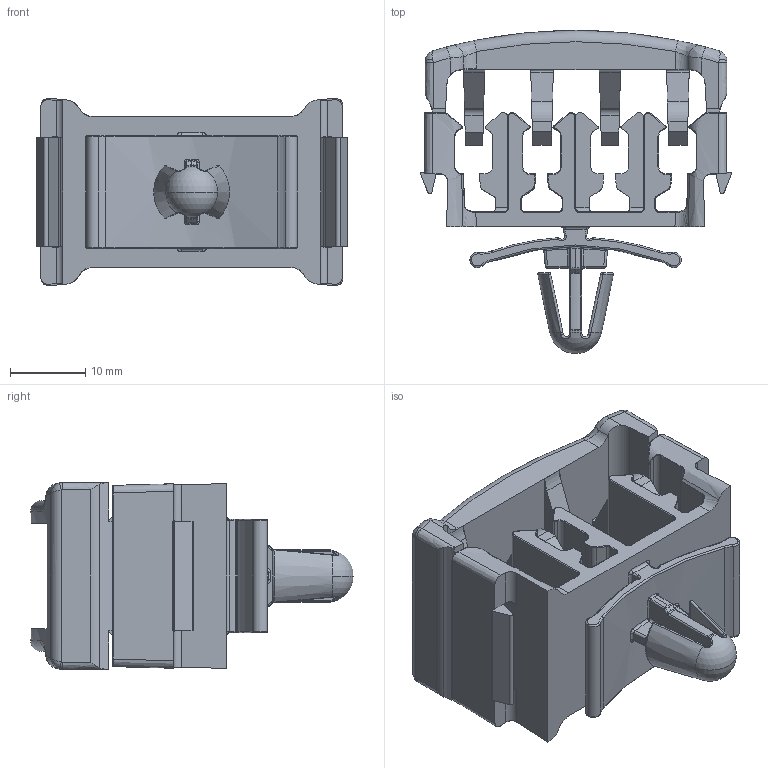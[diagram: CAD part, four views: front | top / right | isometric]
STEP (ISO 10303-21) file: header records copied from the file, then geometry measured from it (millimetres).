
FILE_DESCRIPTION (( 'STEP AP203' ), '1' );
FILE_NAME ('093600AB08.STEP', '2012-09-05T14:54:07', ( '' ), ( '' ), 'SwSTEP 2.0', 'SolidWorks 2012', '' );
FILE_SCHEMA (( 'CONFIG_CONTROL_DESIGN' ));
Length unit declared in the file: millimetre
Products named in the file (1): 093600AB08
Bounding box: 41.19 x 42.8 x 24.82 mm (x, y, z)
Volume: 9980.2 mm3; surface area: 11015 mm2
Topology: 2 solids, 2 shells, 741 faces, 1870 edges, 1112 vertices
Faces by surface type: cylinder 264, bspline 167, plane 162, torus 123, sphere 14, cone 11
Entity records: 27394 total; most frequent: CARTESIAN_POINT 10909, ORIENTED_EDGE 3692, DIRECTION 3221, EDGE_CURVE 1846, AXIS2_PLACEMENT_3D 1266, VERTEX_POINT 1112, EDGE_LOOP 748, FACE_OUTER_BOUND 741
